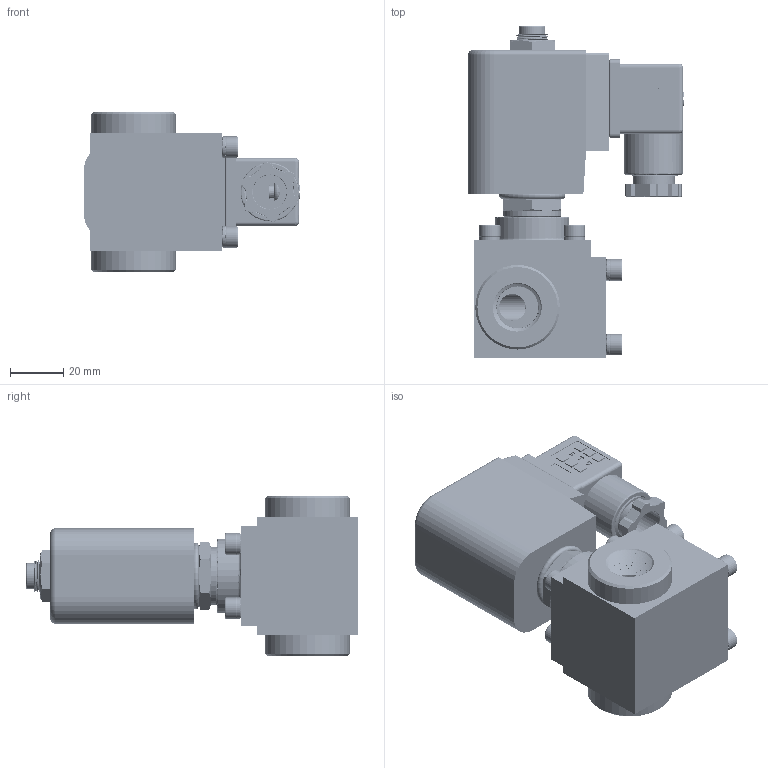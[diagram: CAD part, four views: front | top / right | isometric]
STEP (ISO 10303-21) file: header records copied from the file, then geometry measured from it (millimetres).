
FILE_DESCRIPTION (( 'STEP AP214' ), '1' );
FILE_NAME ('2E100-3-8.STEP', '2018-08-31T23:53:09', ( '' ), ( '' ), 'SwSTEP 2.0', 'SolidWorks 2016', '' );
FILE_SCHEMA (( 'AUTOMOTIVE_DESIGN' ));
Length unit declared in the file: millimetre
Products named in the file (1): 2E100-3-8
Bounding box: 81.45 x 124.8 x 60.2 mm (x, y, z)
Volume: 214935.3 mm3; surface area: 87443.4 mm2
Topology: 40 solids, 40 shells, 2594 faces, 7353 edges, 4857 vertices
Faces by surface type: cylinder 1058, plane 701, torus 300, bspline 269, cone 246, sphere 20
Entity records: 224898 total; most frequent: CARTESIAN_POINT 134304, ORIENTED_EDGE 14688, DIRECTION 10210, EDGE_CURVE 7344, VERTEX_POINT 4854, AXIS2_PLACEMENT_3D 3721, B_SPLINE_CURVE_WITH_KNOTS 3096, VECTOR 2768
